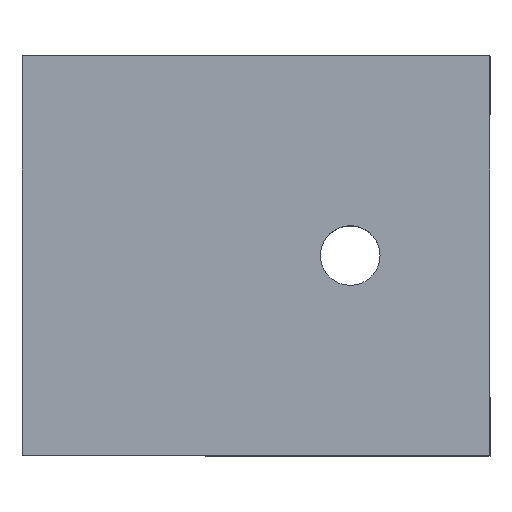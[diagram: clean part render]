
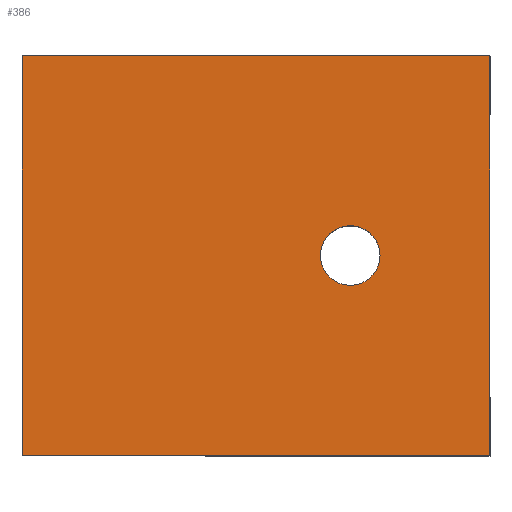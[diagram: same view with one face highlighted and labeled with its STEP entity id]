
A CAD part, top view. The second image highlights one B-rep face of the part: STEP entity #386.
In plain terms, the highlighted planar face has unit normal (0, 0, 1).
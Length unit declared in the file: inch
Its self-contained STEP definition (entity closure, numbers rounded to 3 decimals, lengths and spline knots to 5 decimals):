
#17=FACE_BOUND('',#51,.T.);
#19=CIRCLE('',#422,0.08268);
#29=FACE_OUTER_BOUND('',#50,.T.);
#50=EDGE_LOOP('',(#296,#297,#298,#299));
#51=EDGE_LOOP('',(#300));
#62=LINE('',#534,#113);
#66=LINE('',#542,#117);
#88=LINE('',#586,#139);
#96=LINE('',#604,#147);
#113=VECTOR('',#437,0.3937);
#117=VECTOR('',#443,0.3937);
#139=VECTOR('',#475,0.3937);
#147=VECTOR('',#491,0.3937);
#164=VERTEX_POINT('',#532);
#165=VERTEX_POINT('',#533);
#168=VERTEX_POINT('',#541);
#185=VERTEX_POINT('',#584);
#192=VERTEX_POINT('',#605);
#199=EDGE_CURVE('',#164,#165,#62,.T.);
#203=EDGE_CURVE('',#168,#165,#66,.T.);
#225=EDGE_CURVE('',#185,#164,#88,.T.);
#234=EDGE_CURVE('',#185,#168,#96,.T.);
#235=EDGE_CURVE('',#192,#192,#19,.T.);
#296=ORIENTED_EDGE('',*,*,#234,.T.);
#297=ORIENTED_EDGE('',*,*,#203,.T.);
#298=ORIENTED_EDGE('',*,*,#199,.F.);
#299=ORIENTED_EDGE('',*,*,#225,.F.);
#300=ORIENTED_EDGE('',*,*,#235,.T.);
#367=PLANE('',#421);
#386=ADVANCED_FACE('',(#29,#17),#367,.T.);
#421=AXIS2_PLACEMENT_3D('',#603,#489,#490);
#422=AXIS2_PLACEMENT_3D('',#606,#492,#493);
#437=DIRECTION('',(0.,1.,0.));
#443=DIRECTION('',(-1.,0.,0.));
#475=DIRECTION('',(-1.,0.,0.));
#489=DIRECTION('center_axis',(0.,0.,1.));
#490=DIRECTION('ref_axis',(1.,0.,0.));
#491=DIRECTION('',(0.,1.,0.));
#492=DIRECTION('center_axis',(0.,0.,-1.));
#493=DIRECTION('ref_axis',(-1.,0.,0.));
#532=CARTESIAN_POINT('',(-0.50948,-0.16,1.30866));
#533=CARTESIAN_POINT('',(-0.50948,0.94697,1.30866));
#534=CARTESIAN_POINT('',(-0.50948,-0.06,1.30866));
#541=CARTESIAN_POINT('',(0.78739,0.94697,1.30866));
#542=CARTESIAN_POINT('',(-0.30948,0.94697,1.30866));
#584=CARTESIAN_POINT('',(0.78739,-0.16,1.30866));
#586=CARTESIAN_POINT('',(0.78739,-0.16,1.30866));
#603=CARTESIAN_POINT('Origin',(0.39369,0.3937,1.30866));
#604=CARTESIAN_POINT('',(0.78739,0.84897,1.30866));
#605=CARTESIAN_POINT('',(0.48268,0.3937,1.30866));
#606=CARTESIAN_POINT('Origin',(0.4,0.3937,1.30866));
